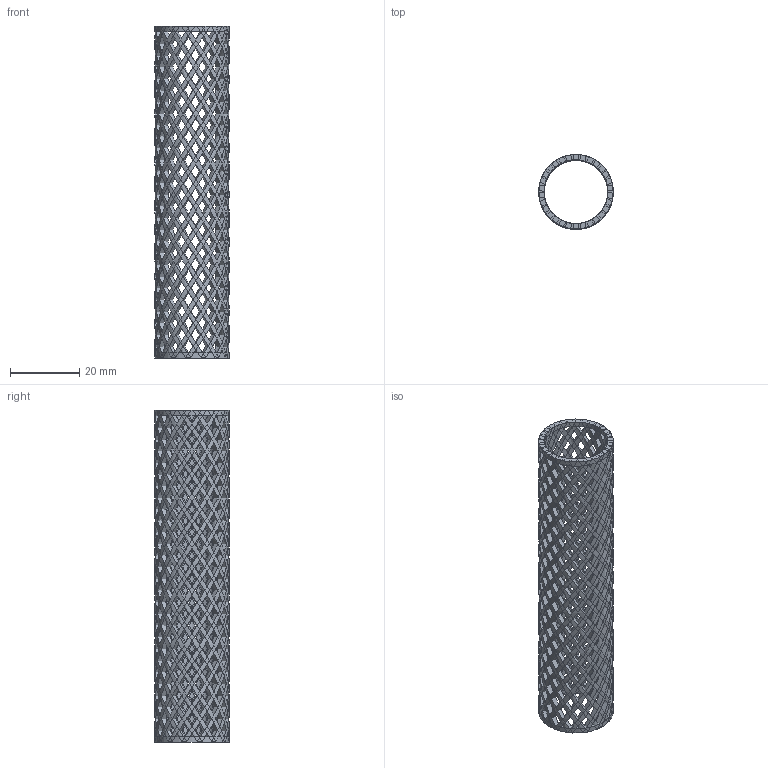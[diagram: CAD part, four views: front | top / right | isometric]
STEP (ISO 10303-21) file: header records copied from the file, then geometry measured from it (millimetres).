
FILE_DESCRIPTION(('Open CASCADE Model'),'2;1');
FILE_NAME('Open CASCADE Shape Model','2026-02-17T22:20:45',('Author'),( 'Open CASCADE'),'Open CASCADE STEP processor 7.9','build123d', 'Unknown');
FILE_SCHEMA(('AUTOMOTIVE_DESIGN { 1 0 10303 214 1 1 1 1 }'));
Length unit declared in the file: millimetre
Products named in the file (1): COMPOUND
Bounding box: 21.55 x 21.55 x 96 mm (x, y, z)
Volume: 6762.7 mm3; surface area: 19710.9 mm2
Topology: 32 solids, 32 shells, 188 faces, 372 edges, 248 vertices
Faces by surface type: bspline 120, plane 64, cylinder 4
Full cylindrical faces by diameter (mm): 18.5 x2, 21.5 x2
Entity records: 12056 total; most frequent: CARTESIAN_POINT 5873, ORIENTED_EDGE 744, PCURVE 744, DEFINITIONAL_REPRESENTATION 744, B_SPLINE_CURVE_WITH_KNOTS 720, DIRECTION 542, LINE 380, VECTOR 380
